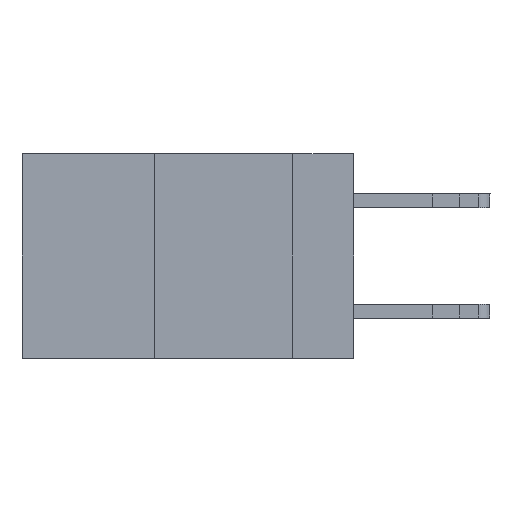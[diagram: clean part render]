
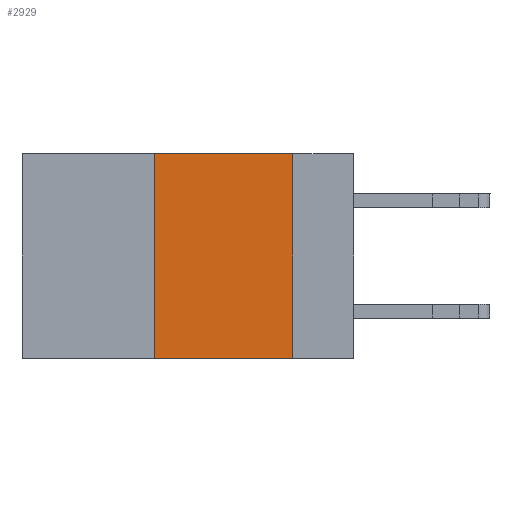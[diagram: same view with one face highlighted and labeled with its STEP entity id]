
A CAD part, left-side view. The second image highlights one B-rep face of the part: STEP entity #2929.
In plain terms, the highlighted planar face has unit normal (-1, 0, 0).
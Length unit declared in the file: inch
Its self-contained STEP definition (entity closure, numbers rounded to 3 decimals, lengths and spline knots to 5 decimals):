
#58 = VECTOR ( 'NONE', #10596, 39.37008 ) ;
#960 = LINE ( 'NONE', #3334, #2639 ) ;
#2639 = VECTOR ( 'NONE', #16768, 39.37008 ) ;
#2929 = ADVANCED_FACE ( 'NONE', ( #7325 ), #13836, .F. ) ;
#3334 = CARTESIAN_POINT ( 'NONE',  ( 0., 0.6, 0. ) ) ;
#3752 = DIRECTION ( 'NONE',  ( 0., 0., 1. ) ) ;
#3774 = VERTEX_POINT ( 'NONE', #14343 ) ;
#4549 = CARTESIAN_POINT ( 'NONE',  ( 0., 0.6, 0. ) ) ;
#4921 = ORIENTED_EDGE ( 'NONE', *, *, #8218, .F. ) ;
#5745 = VERTEX_POINT ( 'NONE', #13706 ) ;
#5939 = DIRECTION ( 'NONE',  ( 0., 0., -1. ) ) ;
#6334 = AXIS2_PLACEMENT_3D ( 'NONE', #4549, #13895, #5939 ) ;
#6403 = CARTESIAN_POINT ( 'NONE',  ( 0., 0.11, -0.37 ) ) ;
#7031 = ORIENTED_EDGE ( 'NONE', *, *, #14720, .F. ) ;
#7325 = FACE_OUTER_BOUND ( 'NONE', #9989, .T. ) ;
#8205 = VERTEX_POINT ( 'NONE', #6403 ) ;
#8218 = EDGE_CURVE ( 'NONE', #9893, #3774, #12736, .T. ) ;
#9022 = CARTESIAN_POINT ( 'NONE',  ( 0., 0.36, 0. ) ) ;
#9893 = VERTEX_POINT ( 'NONE', #12249 ) ;
#9960 = ORIENTED_EDGE ( 'NONE', *, *, #11072, .T. ) ;
#9989 = EDGE_LOOP ( 'NONE', ( #12564, #7031, #4921, #9960 ) ) ;
#10596 = DIRECTION ( 'NONE',  ( 0., 0., -1. ) ) ;
#11072 = EDGE_CURVE ( 'NONE', #9893, #8205, #12519, .T. ) ;
#11558 = CARTESIAN_POINT ( 'NONE',  ( 0., 0.6, -0.37 ) ) ;
#11774 = LINE ( 'NONE', #13387, #58 ) ;
#12249 = CARTESIAN_POINT ( 'NONE',  ( 0., 0.36, -0.37 ) ) ;
#12519 = LINE ( 'NONE', #11558, #16733 ) ;
#12564 = ORIENTED_EDGE ( 'NONE', *, *, #15637, .F. ) ;
#12736 = LINE ( 'NONE', #9022, #13365 ) ;
#13014 = DIRECTION ( 'NONE',  ( 0., -1., 0. ) ) ;
#13365 = VECTOR ( 'NONE', #3752, 39.37008 ) ;
#13387 = CARTESIAN_POINT ( 'NONE',  ( 0., 0.11, 0. ) ) ;
#13706 = CARTESIAN_POINT ( 'NONE',  ( 0., 0.11, 0. ) ) ;
#13836 = PLANE ( 'NONE',  #6334 ) ;
#13895 = DIRECTION ( 'NONE',  ( 1., 0., 0. ) ) ;
#14343 = CARTESIAN_POINT ( 'NONE',  ( 0., 0.36, 0. ) ) ;
#14720 = EDGE_CURVE ( 'NONE', #3774, #5745, #960, .T. ) ;
#15637 = EDGE_CURVE ( 'NONE', #5745, #8205, #11774, .T. ) ;
#16733 = VECTOR ( 'NONE', #13014, 39.37008 ) ;
#16768 = DIRECTION ( 'NONE',  ( 0., -1., 0. ) ) ;
